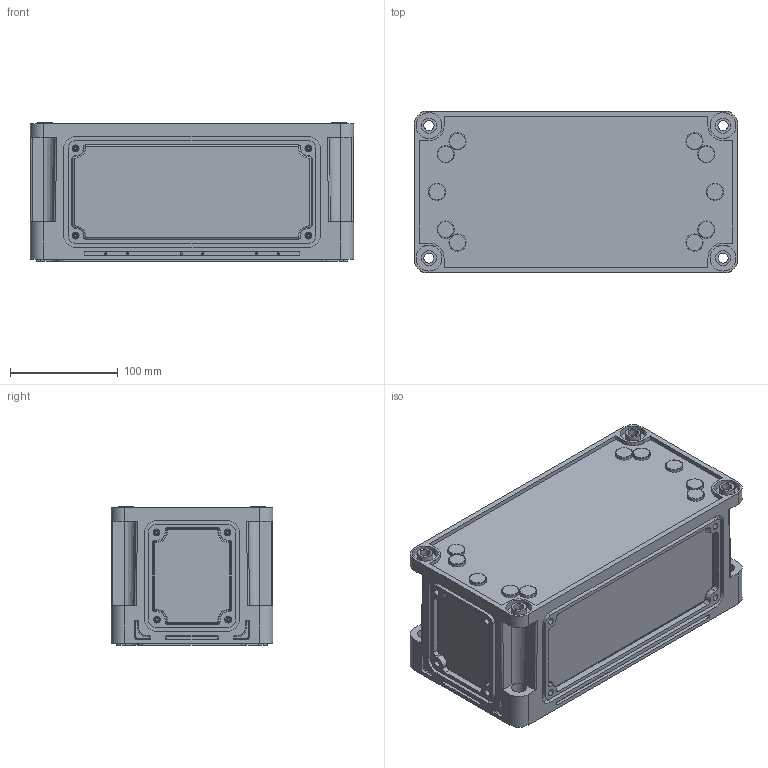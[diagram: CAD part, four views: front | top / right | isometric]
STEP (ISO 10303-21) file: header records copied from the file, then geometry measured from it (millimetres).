
FILE_DESCRIPTION (( 'STEP AP203' ), '1' );
FILE_NAME ('531210.STEP', '2014-01-24T03:47:38', ( 'User' ), ( 'DKC' ), 'SwSTEP 2.0', 'SolidWorks 2012', '' );
FILE_SCHEMA (( 'CONFIG_CONTROL_DESIGN' ));
Length unit declared in the file: millimetre
Products named in the file (1): 531210
Bounding box: 300 x 150 x 129 mm (x, y, z)
Volume: 628622.2 mm3; surface area: 359616.9 mm2
Topology: 1 solids, 1 shells, 866 faces, 2140 edges, 1392 vertices
Faces by surface type: cylinder 361, plane 349, torus 104, cone 52
Entity records: 26062 total; most frequent: DIRECTION 4879, CARTESIAN_POINT 4447, ORIENTED_EDGE 4280, EDGE_CURVE 2140, AXIS2_PLACEMENT_3D 1888, VERTEX_POINT 1392, VECTOR 1103, LINE 1103
